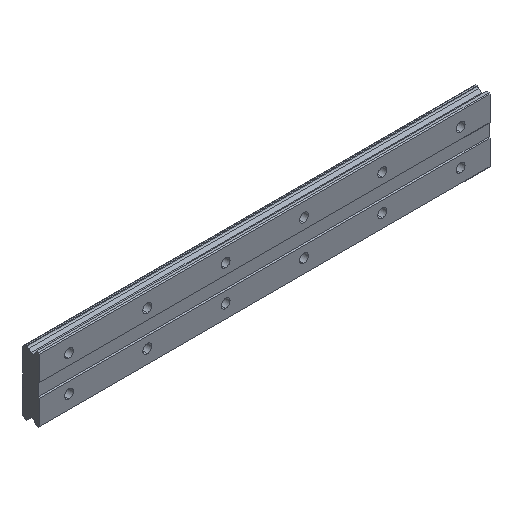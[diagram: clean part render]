
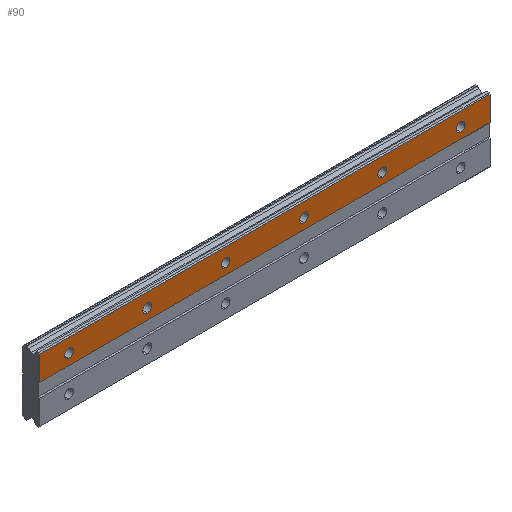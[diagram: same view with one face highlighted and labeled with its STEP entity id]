
A CAD part, isometric view. The second image highlights one B-rep face of the part: STEP entity #90.
In plain terms, the highlighted planar face has unit normal (0, -1, 0).
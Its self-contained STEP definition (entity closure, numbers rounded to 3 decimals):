
#5 = FACE_BOUND ( 'NONE', #502, .T. ) ;
#7 = CARTESIAN_POINT ( 'NONE',  ( 80., 0., 11.25 ) ) ;
#19 = CARTESIAN_POINT ( 'NONE',  ( 120., 0., 6.75 ) ) ;
#22 = ORIENTED_EDGE ( 'NONE', *, *, #467, .F. ) ;
#49 = AXIS2_PLACEMENT_3D ( 'NONE', #2826, #2111, #494 ) ;
#68 = EDGE_CURVE ( 'NONE', #2813, #2406, #2301, .T. ) ;
#77 = CARTESIAN_POINT ( 'NONE',  ( 215., 0., 3.5 ) ) ;
#86 = CIRCLE ( 'NONE', #1680, 2.25 ) ;
#90 = ADVANCED_FACE ( 'NONE', ( #466, #1392, #1861, #1420, #5, #264, #2802 ), #672, .F. ) ;
#197 = CARTESIAN_POINT ( 'NONE',  ( 215., 0., 16.615 ) ) ;
#208 = CARTESIAN_POINT ( 'NONE',  ( 200., 0., 9. ) ) ;
#240 = VECTOR ( 'NONE', #2864, 1000. ) ;
#264 = FACE_BOUND ( 'NONE', #2264, .T. ) ;
#294 = DIRECTION ( 'NONE',  ( 0., -1., 0. ) ) ;
#324 = ORIENTED_EDGE ( 'NONE', *, *, #2407, .F. ) ;
#350 = CARTESIAN_POINT ( 'NONE',  ( 80., 0., 9. ) ) ;
#455 = LINE ( 'NONE', #197, #2787 ) ;
#458 = CARTESIAN_POINT ( 'NONE',  ( 200., 0., 9. ) ) ;
#460 = EDGE_CURVE ( 'NONE', #2801, #2420, #1763, .T. ) ;
#466 = FACE_OUTER_BOUND ( 'NONE', #1475, .T. ) ;
#467 = EDGE_CURVE ( 'NONE', #1099, #2268, #2948, .T. ) ;
#489 = DIRECTION ( 'NONE',  ( 0., -1., 0. ) ) ;
#494 = DIRECTION ( 'NONE',  ( 0., 0., 1. ) ) ;
#495 = EDGE_LOOP ( 'NONE', ( #3003, #1683 ) ) ;
#501 = AXIS2_PLACEMENT_3D ( 'NONE', #458, #489, #1399 ) ;
#502 = EDGE_LOOP ( 'NONE', ( #22, #702 ) ) ;
#505 = CARTESIAN_POINT ( 'NONE',  ( 40., 0., 9. ) ) ;
#514 = CIRCLE ( 'NONE', #2067, 2.25 ) ;
#520 = DIRECTION ( 'NONE',  ( 0., 0., 1. ) ) ;
#521 = DIRECTION ( 'NONE',  ( -1., 0., 0. ) ) ;
#546 = DIRECTION ( 'NONE',  ( 0., 0., 1. ) ) ;
#557 = CIRCLE ( 'NONE', #501, 2.25 ) ;
#564 = CARTESIAN_POINT ( 'NONE',  ( 0., 0., 9. ) ) ;
#617 = ORIENTED_EDGE ( 'NONE', *, *, #2360, .T. ) ;
#630 = ORIENTED_EDGE ( 'NONE', *, *, #1340, .F. ) ;
#668 = CARTESIAN_POINT ( 'NONE',  ( 120., 0., 9. ) ) ;
#672 = PLANE ( 'NONE',  #2791 ) ;
#692 = DIRECTION ( 'NONE',  ( 0., 0., -1. ) ) ;
#700 = DIRECTION ( 'NONE',  ( 0., 1., 0. ) ) ;
#702 = ORIENTED_EDGE ( 'NONE', *, *, #1820, .F. ) ;
#715 = ORIENTED_EDGE ( 'NONE', *, *, #1295, .F. ) ;
#718 = DIRECTION ( 'NONE',  ( 0., -1., 0. ) ) ;
#761 = VERTEX_POINT ( 'NONE', #1748 ) ;
#778 = DIRECTION ( 'NONE',  ( 0., -1., 0. ) ) ;
#782 = DIRECTION ( 'NONE',  ( 0., 0., 1. ) ) ;
#815 = CARTESIAN_POINT ( 'NONE',  ( 40., 0., 9. ) ) ;
#871 = ORIENTED_EDGE ( 'NONE', *, *, #1764, .F. ) ;
#899 = CARTESIAN_POINT ( 'NONE',  ( 0., 0., 11.25 ) ) ;
#954 = EDGE_LOOP ( 'NONE', ( #1670, #2258 ) ) ;
#968 = EDGE_CURVE ( 'NONE', #2761, #1873, #1214, .T. ) ;
#1002 = CARTESIAN_POINT ( 'NONE',  ( 200., 0., 11.25 ) ) ;
#1068 = CARTESIAN_POINT ( 'NONE',  ( 0., 0., 6.75 ) ) ;
#1090 = AXIS2_PLACEMENT_3D ( 'NONE', #505, #718, #2330 ) ;
#1099 = VERTEX_POINT ( 'NONE', #2594 ) ;
#1114 = CARTESIAN_POINT ( 'NONE',  ( 80., 0., 6.75 ) ) ;
#1139 = CARTESIAN_POINT ( 'NONE',  ( 40., 0., 6.75 ) ) ;
#1145 = DIRECTION ( 'NONE',  ( 0., 0., 1. ) ) ;
#1146 = DIRECTION ( 'NONE',  ( 0., 0., 1. ) ) ;
#1192 = DIRECTION ( 'NONE',  ( 0., -1., 0. ) ) ;
#1214 = LINE ( 'NONE', #77, #1844 ) ;
#1254 = DIRECTION ( 'NONE',  ( 0., -1., 0. ) ) ;
#1276 = DIRECTION ( 'NONE',  ( 0., -1., 0. ) ) ;
#1278 = VERTEX_POINT ( 'NONE', #1139 ) ;
#1295 = EDGE_CURVE ( 'NONE', #2170, #2190, #2049, .T. ) ;
#1305 = VERTEX_POINT ( 'NONE', #1383 ) ;
#1333 = ORIENTED_EDGE ( 'NONE', *, *, #2055, .F. ) ;
#1336 = VERTEX_POINT ( 'NONE', #899 ) ;
#1340 = EDGE_CURVE ( 'NONE', #761, #2761, #455, .T. ) ;
#1359 = VERTEX_POINT ( 'NONE', #2555 ) ;
#1383 = CARTESIAN_POINT ( 'NONE',  ( -15., 0., 16. ) ) ;
#1392 = FACE_BOUND ( 'NONE', #1973, .T. ) ;
#1399 = DIRECTION ( 'NONE',  ( 0., 0., 1. ) ) ;
#1402 = CARTESIAN_POINT ( 'NONE',  ( 0., 0., 9. ) ) ;
#1420 = FACE_BOUND ( 'NONE', #954, .T. ) ;
#1463 = CARTESIAN_POINT ( 'NONE',  ( 160., 0., 6.75 ) ) ;
#1475 = EDGE_LOOP ( 'NONE', ( #1806, #630, #324, #617 ) ) ;
#1477 = DIRECTION ( 'NONE',  ( 0., 0., 1. ) ) ;
#1543 = EDGE_CURVE ( 'NONE', #1359, #1278, #2033, .T. ) ;
#1548 = EDGE_CURVE ( 'NONE', #1613, #1336, #86, .T. ) ;
#1568 = AXIS2_PLACEMENT_3D ( 'NONE', #2089, #1580, #1145 ) ;
#1580 = DIRECTION ( 'NONE',  ( 0., -1., 0. ) ) ;
#1588 = CARTESIAN_POINT ( 'NONE',  ( 80., 0., 9. ) ) ;
#1592 = DIRECTION ( 'NONE',  ( 0., -1., 0. ) ) ;
#1613 = VERTEX_POINT ( 'NONE', #1068 ) ;
#1629 = CARTESIAN_POINT ( 'NONE',  ( 215., 0., 3.5 ) ) ;
#1670 = ORIENTED_EDGE ( 'NONE', *, *, #460, .F. ) ;
#1680 = AXIS2_PLACEMENT_3D ( 'NONE', #564, #294, #1477 ) ;
#1683 = ORIENTED_EDGE ( 'NONE', *, *, #68, .F. ) ;
#1692 = CIRCLE ( 'NONE', #49, 2.25 ) ;
#1725 = DIRECTION ( 'NONE',  ( 0., 0., -1. ) ) ;
#1734 = AXIS2_PLACEMENT_3D ( 'NONE', #815, #1254, #546 ) ;
#1742 = CARTESIAN_POINT ( 'NONE',  ( 200., 0., 6.75 ) ) ;
#1748 = CARTESIAN_POINT ( 'NONE',  ( 215., 0., 16. ) ) ;
#1756 = CIRCLE ( 'NONE', #2535, 2.25 ) ;
#1763 = CIRCLE ( 'NONE', #1568, 2.25 ) ;
#1764 = EDGE_CURVE ( 'NONE', #1336, #1613, #514, .T. ) ;
#1806 = ORIENTED_EDGE ( 'NONE', *, *, #968, .F. ) ;
#1808 = AXIS2_PLACEMENT_3D ( 'NONE', #2875, #778, #520 ) ;
#1820 = EDGE_CURVE ( 'NONE', #2268, #1099, #1692, .T. ) ;
#1844 = VECTOR ( 'NONE', #521, 1000. ) ;
#1855 = AXIS2_PLACEMENT_3D ( 'NONE', #208, #1192, #2336 ) ;
#1861 = FACE_BOUND ( 'NONE', #495, .T. ) ;
#1873 = VERTEX_POINT ( 'NONE', #2189 ) ;
#1911 = ORIENTED_EDGE ( 'NONE', *, *, #1548, .F. ) ;
#1950 = EDGE_CURVE ( 'NONE', #2420, #2801, #2397, .T. ) ;
#1959 = LINE ( 'NONE', #2903, #240 ) ;
#1973 = EDGE_LOOP ( 'NONE', ( #871, #1911 ) ) ;
#1979 = DIRECTION ( 'NONE',  ( 0., 0., 1. ) ) ;
#2033 = CIRCLE ( 'NONE', #1734, 2.25 ) ;
#2038 = EDGE_CURVE ( 'NONE', #2406, #2813, #557, .T. ) ;
#2049 = CIRCLE ( 'NONE', #2688, 2.25 ) ;
#2055 = EDGE_CURVE ( 'NONE', #1278, #1359, #2156, .T. ) ;
#2067 = AXIS2_PLACEMENT_3D ( 'NONE', #1402, #2333, #1146 ) ;
#2089 = CARTESIAN_POINT ( 'NONE',  ( 160., 0., 9. ) ) ;
#2111 = DIRECTION ( 'NONE',  ( 0., -1., 0. ) ) ;
#2130 = ORIENTED_EDGE ( 'NONE', *, *, #1543, .F. ) ;
#2156 = CIRCLE ( 'NONE', #1090, 2.25 ) ;
#2170 = VERTEX_POINT ( 'NONE', #1114 ) ;
#2189 = CARTESIAN_POINT ( 'NONE',  ( -15., 0., 3.5 ) ) ;
#2190 = VERTEX_POINT ( 'NONE', #7 ) ;
#2247 = VECTOR ( 'NONE', #1725, 1000. ) ;
#2258 = ORIENTED_EDGE ( 'NONE', *, *, #1950, .F. ) ;
#2264 = EDGE_LOOP ( 'NONE', ( #2426, #715 ) ) ;
#2268 = VERTEX_POINT ( 'NONE', #19 ) ;
#2301 = CIRCLE ( 'NONE', #1855, 2.25 ) ;
#2324 = CARTESIAN_POINT ( 'NONE',  ( 215., 0., 16. ) ) ;
#2330 = DIRECTION ( 'NONE',  ( 0., 0., 1. ) ) ;
#2333 = DIRECTION ( 'NONE',  ( 0., -1., 0. ) ) ;
#2336 = DIRECTION ( 'NONE',  ( 0., 0., 1. ) ) ;
#2360 = EDGE_CURVE ( 'NONE', #1305, #1873, #2652, .T. ) ;
#2397 = CIRCLE ( 'NONE', #1808, 2.25 ) ;
#2406 = VERTEX_POINT ( 'NONE', #1002 ) ;
#2407 = EDGE_CURVE ( 'NONE', #1305, #761, #1959, .T. ) ;
#2420 = VERTEX_POINT ( 'NONE', #1463 ) ;
#2426 = ORIENTED_EDGE ( 'NONE', *, *, #2916, .F. ) ;
#2464 = CARTESIAN_POINT ( 'NONE',  ( -15., 0., 16.615 ) ) ;
#2523 = DIRECTION ( 'NONE',  ( 0., -1., 0. ) ) ;
#2528 = DIRECTION ( 'NONE',  ( 0., 0., 1. ) ) ;
#2535 = AXIS2_PLACEMENT_3D ( 'NONE', #350, #1276, #1979 ) ;
#2550 = EDGE_LOOP ( 'NONE', ( #2130, #1333 ) ) ;
#2555 = CARTESIAN_POINT ( 'NONE',  ( 40., 0., 11.25 ) ) ;
#2594 = CARTESIAN_POINT ( 'NONE',  ( 120., 0., 11.25 ) ) ;
#2649 = AXIS2_PLACEMENT_3D ( 'NONE', #668, #1592, #2528 ) ;
#2652 = LINE ( 'NONE', #2464, #2247 ) ;
#2688 = AXIS2_PLACEMENT_3D ( 'NONE', #1588, #2523, #2994 ) ;
#2761 = VERTEX_POINT ( 'NONE', #1629 ) ;
#2787 = VECTOR ( 'NONE', #692, 1000. ) ;
#2791 = AXIS2_PLACEMENT_3D ( 'NONE', #2324, #700, #782 ) ;
#2801 = VERTEX_POINT ( 'NONE', #2885 ) ;
#2802 = FACE_BOUND ( 'NONE', #2550, .T. ) ;
#2813 = VERTEX_POINT ( 'NONE', #1742 ) ;
#2826 = CARTESIAN_POINT ( 'NONE',  ( 120., 0., 9. ) ) ;
#2864 = DIRECTION ( 'NONE',  ( 1., 0., 0. ) ) ;
#2875 = CARTESIAN_POINT ( 'NONE',  ( 160., 0., 9. ) ) ;
#2885 = CARTESIAN_POINT ( 'NONE',  ( 160., 0., 11.25 ) ) ;
#2903 = CARTESIAN_POINT ( 'NONE',  ( 215., 0., 16. ) ) ;
#2916 = EDGE_CURVE ( 'NONE', #2190, #2170, #1756, .T. ) ;
#2948 = CIRCLE ( 'NONE', #2649, 2.25 ) ;
#2994 = DIRECTION ( 'NONE',  ( 0., 0., 1. ) ) ;
#3003 = ORIENTED_EDGE ( 'NONE', *, *, #2038, .F. ) ;
